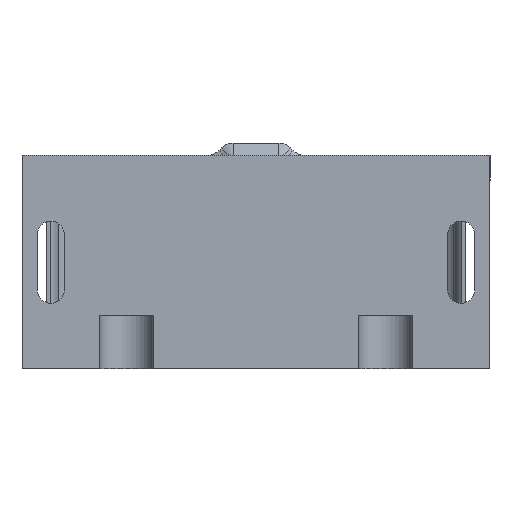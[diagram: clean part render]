
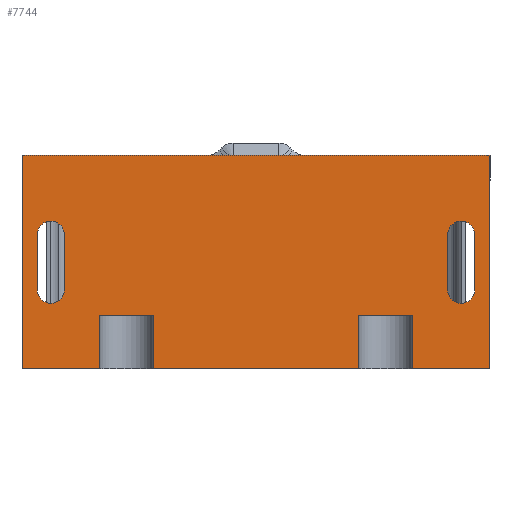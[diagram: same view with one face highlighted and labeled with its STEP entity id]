
A CAD part, front view. The second image highlights one B-rep face of the part: STEP entity #7744.
In plain terms, the highlighted planar face has unit normal (0, -1, 0).
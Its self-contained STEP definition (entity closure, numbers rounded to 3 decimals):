
#961=DIRECTION('',(1.,0.,0.));
#962=VECTOR('',#961,13.2);
#963=CARTESIAN_POINT('',(-38.2,-49.,-10.));
#964=LINE('',#963,#962);
#980=CARTESIAN_POINT('',(-50.,-49.,-3.7));
#981=DIRECTION('',(0.,-1.,0.));
#982=DIRECTION('',(-1.,0.,0.));
#983=AXIS2_PLACEMENT_3D('',#980,#981,#982);
#985=CARTESIAN_POINT('',(-50.,-49.,9.703));
#986=DIRECTION('',(0.,-1.,0.));
#987=DIRECTION('',(1.,0.,0.));
#988=AXIS2_PLACEMENT_3D('',#985,#986,#987);
#990=CARTESIAN_POINT('',(50.,-49.,9.703));
#991=DIRECTION('',(0.,-1.,0.));
#992=DIRECTION('',(1.,0.,0.));
#993=AXIS2_PLACEMENT_3D('',#990,#991,#992);
#995=CARTESIAN_POINT('',(50.,-49.,-3.7));
#996=DIRECTION('',(0.,-1.,0.));
#997=DIRECTION('',(-1.,0.,0.));
#998=AXIS2_PLACEMENT_3D('',#995,#996,#997);
#1000=DIRECTION('',(0.,0.,1.));
#1001=VECTOR('',#1000,52.);
#1002=CARTESIAN_POINT('',(-57.,-49.,-23.));
#1003=LINE('',#1002,#1001);
#1004=DIRECTION('',(1.,0.,0.));
#1005=VECTOR('',#1004,114.);
#1006=CARTESIAN_POINT('',(-57.,-49.,29.));
#1007=LINE('',#1006,#1005);
#1008=DIRECTION('',(-1.,0.,0.));
#1009=VECTOR('',#1008,18.8);
#1010=CARTESIAN_POINT('',(57.,-49.,-23.));
#1011=LINE('',#1010,#1009);
#1012=DIRECTION('',(-1.,0.,0.));
#1013=VECTOR('',#1012,50.);
#1014=CARTESIAN_POINT('',(25.,-49.,-23.));
#1015=LINE('',#1014,#1013);
#1016=DIRECTION('',(-1.,0.,0.));
#1017=VECTOR('',#1016,18.8);
#1018=CARTESIAN_POINT('',(-38.2,-49.,-23.));
#1019=LINE('',#1018,#1017);
#1020=DIRECTION('',(0.,0.,1.));
#1021=VECTOR('',#1020,13.403);
#1022=CARTESIAN_POINT('',(-53.3,-49.,-3.7));
#1023=LINE('',#1022,#1021);
#1036=DIRECTION('',(0.,0.,-1.));
#1037=VECTOR('',#1036,13.403);
#1038=CARTESIAN_POINT('',(-46.7,-49.,9.703));
#1039=LINE('',#1038,#1037);
#2222=DIRECTION('',(0.,0.,1.));
#2223=VECTOR('',#2222,52.);
#2224=CARTESIAN_POINT('',(57.,-49.,-23.));
#2225=LINE('',#2224,#2223);
#2276=DIRECTION('',(0.,0.,-1.));
#2277=VECTOR('',#2276,13.403);
#2278=CARTESIAN_POINT('',(53.3,-49.,9.703));
#2279=LINE('',#2278,#2277);
#2284=DIRECTION('',(0.,0.,1.));
#2285=VECTOR('',#2284,13.403);
#2286=CARTESIAN_POINT('',(46.7,-49.,-3.7));
#2287=LINE('',#2286,#2285);
#3171=DIRECTION('',(0.,0.,1.));
#3172=VECTOR('',#3171,13.);
#3173=CARTESIAN_POINT('',(-38.2,-49.,-23.));
#3174=LINE('',#3173,#3172);
#3195=DIRECTION('',(0.,0.,-1.));
#3196=VECTOR('',#3195,13.);
#3197=CARTESIAN_POINT('',(-25.,-49.,-10.));
#3198=LINE('',#3197,#3196);
#3203=DIRECTION('',(0.,0.,1.));
#3204=VECTOR('',#3203,13.);
#3205=CARTESIAN_POINT('',(25.,-49.,-23.));
#3206=LINE('',#3205,#3204);
#3215=DIRECTION('',(1.,0.,0.));
#3216=VECTOR('',#3215,13.2);
#3217=CARTESIAN_POINT('',(25.,-49.,-10.));
#3218=LINE('',#3217,#3216);
#3242=DIRECTION('',(0.,0.,-1.));
#3243=VECTOR('',#3242,13.);
#3244=CARTESIAN_POINT('',(38.2,-49.,-10.));
#3245=LINE('',#3244,#3243);
#5118=CARTESIAN_POINT('',(-57.,-49.,-23.));
#5119=VERTEX_POINT('',#5118);
#5120=CARTESIAN_POINT('',(-38.2,-49.,-23.));
#5121=VERTEX_POINT('',#5120);
#5126=CARTESIAN_POINT('',(-25.,-49.,-23.));
#5127=VERTEX_POINT('',#5126);
#5128=CARTESIAN_POINT('',(25.,-49.,-23.));
#5129=VERTEX_POINT('',#5128);
#5134=CARTESIAN_POINT('',(38.2,-49.,-23.));
#5135=VERTEX_POINT('',#5134);
#5136=CARTESIAN_POINT('',(57.,-49.,-23.));
#5137=VERTEX_POINT('',#5136);
#5262=CARTESIAN_POINT('',(25.,-49.,-10.));
#5263=CARTESIAN_POINT('',(38.2,-49.,-10.));
#5264=VERTEX_POINT('',#5262);
#5265=VERTEX_POINT('',#5263);
#5266=CARTESIAN_POINT('',(-25.,-49.,-10.));
#5267=VERTEX_POINT('',#5266);
#5268=CARTESIAN_POINT('',(-38.2,-49.,-10.));
#5269=VERTEX_POINT('',#5268);
#5270=CARTESIAN_POINT('',(-53.3,-49.,-3.7));
#5271=CARTESIAN_POINT('',(-46.7,-49.,-3.7));
#5272=VERTEX_POINT('',#5270);
#5273=VERTEX_POINT('',#5271);
#5274=CARTESIAN_POINT('',(-46.7,-49.,9.703));
#5275=VERTEX_POINT('',#5274);
#5276=CARTESIAN_POINT('',(-53.3,-49.,9.703));
#5277=VERTEX_POINT('',#5276);
#5278=CARTESIAN_POINT('',(53.3,-49.,9.703));
#5279=CARTESIAN_POINT('',(53.3,-49.,-3.7));
#5280=VERTEX_POINT('',#5278);
#5281=VERTEX_POINT('',#5279);
#5282=CARTESIAN_POINT('',(46.7,-49.,9.703));
#5283=VERTEX_POINT('',#5282);
#5284=CARTESIAN_POINT('',(46.7,-49.,-3.7));
#5285=VERTEX_POINT('',#5284);
#5339=CARTESIAN_POINT('',(57.,-49.,29.));
#5340=VERTEX_POINT('',#5339);
#5341=CARTESIAN_POINT('',(-57.,-49.,29.));
#5342=VERTEX_POINT('',#5341);
#7694=CARTESIAN_POINT('',(0.,-49.,0.));
#7695=DIRECTION('',(0.,1.,0.));
#7696=DIRECTION('',(1.,0.,0.));
#7697=AXIS2_PLACEMENT_3D('',#7694,#7695,#7696);
#7698=PLANE('',#7697);
#7700=ORIENTED_EDGE('',*,*,#7699,.T.);
#7702=ORIENTED_EDGE('',*,*,#7701,.T.);
#7704=ORIENTED_EDGE('',*,*,#7703,.F.);
#7706=ORIENTED_EDGE('',*,*,#7705,.T.);
#7708=ORIENTED_EDGE('',*,*,#7707,.F.);
#7710=ORIENTED_EDGE('',*,*,#7709,.F.);
#7712=ORIENTED_EDGE('',*,*,#7711,.F.);
#7714=ORIENTED_EDGE('',*,*,#7713,.T.);
#7716=ORIENTED_EDGE('',*,*,#7715,.F.);
#7717=ORIENTED_EDGE('',*,*,#7672,.F.);
#7719=ORIENTED_EDGE('',*,*,#7718,.F.);
#7721=ORIENTED_EDGE('',*,*,#7720,.T.);
#7722=EDGE_LOOP('',(#7700,#7702,#7704,#7706,#7708,#7710,#7712,#7714,#7716,#7717,
#7719,#7721));
#7723=FACE_OUTER_BOUND('',#7722,.F.);
#7725=ORIENTED_EDGE('',*,*,#7724,.F.);
#7727=ORIENTED_EDGE('',*,*,#7726,.T.);
#7729=ORIENTED_EDGE('',*,*,#7728,.F.);
#7731=ORIENTED_EDGE('',*,*,#7730,.T.);
#7732=EDGE_LOOP('',(#7725,#7727,#7729,#7731));
#7733=FACE_BOUND('',#7732,.F.);
#7735=ORIENTED_EDGE('',*,*,#7734,.T.);
#7737=ORIENTED_EDGE('',*,*,#7736,.F.);
#7739=ORIENTED_EDGE('',*,*,#7738,.T.);
#7741=ORIENTED_EDGE('',*,*,#7740,.F.);
#7742=EDGE_LOOP('',(#7735,#7737,#7739,#7741));
#7743=FACE_BOUND('',#7742,.F.);
#984=CIRCLE('',#983,3.3);
#989=CIRCLE('',#988,3.3);
#994=CIRCLE('',#993,3.3);
#999=CIRCLE('',#998,3.3);
#7672=EDGE_CURVE('',#5269,#5267,#964,.T.);
#7699=EDGE_CURVE('',#5119,#5342,#1003,.T.);
#7701=EDGE_CURVE('',#5342,#5340,#1007,.T.);
#7703=EDGE_CURVE('',#5137,#5340,#2225,.T.);
#7705=EDGE_CURVE('',#5137,#5135,#1011,.T.);
#7707=EDGE_CURVE('',#5265,#5135,#3245,.T.);
#7709=EDGE_CURVE('',#5264,#5265,#3218,.T.);
#7711=EDGE_CURVE('',#5129,#5264,#3206,.T.);
#7713=EDGE_CURVE('',#5129,#5127,#1015,.T.);
#7715=EDGE_CURVE('',#5267,#5127,#3198,.T.);
#7718=EDGE_CURVE('',#5121,#5269,#3174,.T.);
#7720=EDGE_CURVE('',#5121,#5119,#1019,.T.);
#7724=EDGE_CURVE('',#5280,#5281,#2279,.T.);
#7726=EDGE_CURVE('',#5280,#5283,#994,.T.);
#7728=EDGE_CURVE('',#5285,#5283,#2287,.T.);
#7730=EDGE_CURVE('',#5285,#5281,#999,.T.);
#7734=EDGE_CURVE('',#5272,#5273,#984,.T.);
#7736=EDGE_CURVE('',#5275,#5273,#1039,.T.);
#7738=EDGE_CURVE('',#5275,#5277,#989,.T.);
#7740=EDGE_CURVE('',#5272,#5277,#1023,.T.);
#7744=ADVANCED_FACE('',(#7723,#7733,#7743),#7698,.F.);
